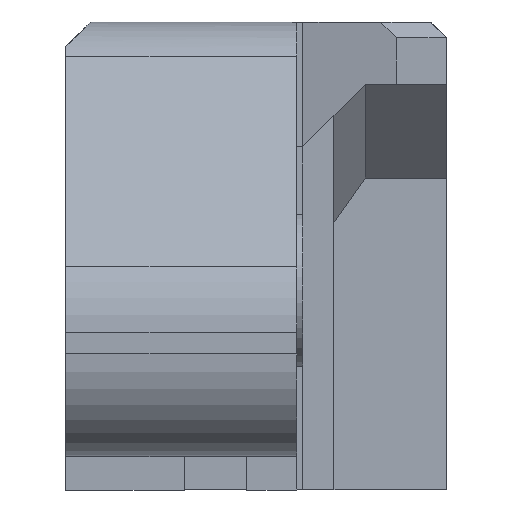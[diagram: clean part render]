
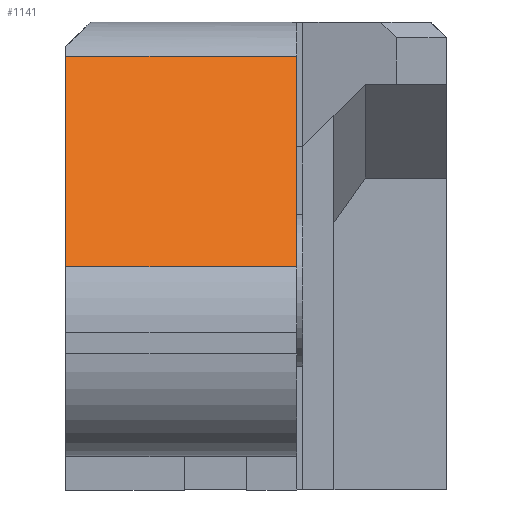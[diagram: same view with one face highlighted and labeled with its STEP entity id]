
A CAD part, left-side view. The second image highlights one B-rep face of the part: STEP entity #1141.
In plain terms, the highlighted planar face has unit normal (-0.773, 0, 0.635).
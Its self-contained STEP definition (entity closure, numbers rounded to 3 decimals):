
#52=PLANE('',#1215);
#103=FACE_OUTER_BOUND('',#164,.T.);
#164=EDGE_LOOP('',(#851,#852,#853,#854));
#246=LINE('',#1657,#387);
#254=LINE('',#1673,#395);
#263=LINE('',#1699,#404);
#264=LINE('',#1700,#405);
#387=VECTOR('',#1332,10.);
#395=VECTOR('',#1344,10.);
#404=VECTOR('',#1363,10.);
#405=VECTOR('',#1364,10.);
#533=VERTEX_POINT('',#1648);
#537=VERTEX_POINT('',#1655);
#543=VERTEX_POINT('',#1672);
#555=VERTEX_POINT('',#1698);
#651=EDGE_CURVE('',#537,#533,#246,.T.);
#659=EDGE_CURVE('',#543,#533,#254,.T.);
#672=EDGE_CURVE('',#537,#555,#263,.T.);
#673=EDGE_CURVE('',#543,#555,#264,.T.);
#851=ORIENTED_EDGE('',*,*,#651,.F.);
#852=ORIENTED_EDGE('',*,*,#672,.T.);
#853=ORIENTED_EDGE('',*,*,#673,.F.);
#854=ORIENTED_EDGE('',*,*,#659,.T.);
#1141=ADVANCED_FACE('',(#103),#52,.T.);
#1215=AXIS2_PLACEMENT_3D('',#1697,#1361,#1362);
#1332=DIRECTION('',(0.,-1.,0.));
#1344=DIRECTION('',(0.635,0.,0.773));
#1361=DIRECTION('center_axis',(-0.773,0.,0.635));
#1362=DIRECTION('ref_axis',(-0.635,0.,-0.773));
#1363=DIRECTION('',(-0.635,0.,-0.773));
#1364=DIRECTION('',(0.,1.,0.));
#1648=CARTESIAN_POINT('',(38.293,98.629,84.143));
#1655=CARTESIAN_POINT('',(38.293,106.029,84.143));
#1657=CARTESIAN_POINT('',(38.293,106.429,84.143));
#1672=CARTESIAN_POINT('',(32.744,98.629,77.388));
#1673=CARTESIAN_POINT('',(37.384,98.629,83.037));
#1697=CARTESIAN_POINT('Origin',(39.194,106.429,85.239));
#1698=CARTESIAN_POINT('',(32.744,106.029,77.388));
#1699=CARTESIAN_POINT('',(41.424,106.029,87.954));
#1700=CARTESIAN_POINT('',(32.744,106.429,77.388));
